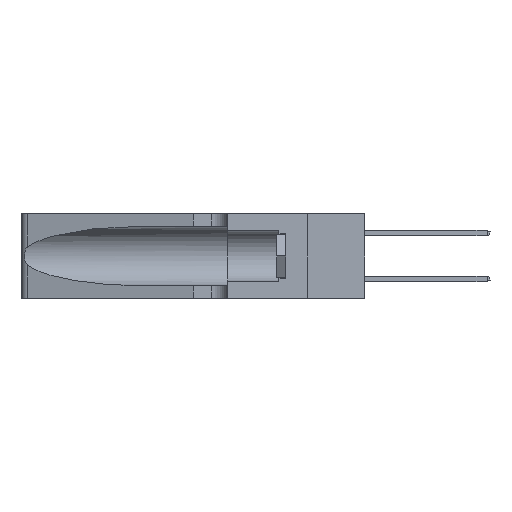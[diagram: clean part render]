
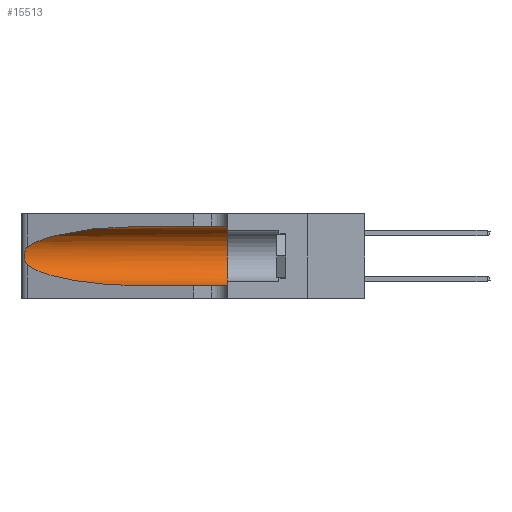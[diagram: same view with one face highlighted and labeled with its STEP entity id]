
A CAD part, left-side view. The second image highlights one B-rep face of the part: STEP entity #15513.
In plain terms, the highlighted cylindrical face has radius 3.308 mm (diameter 6.617 mm), a partial arc.
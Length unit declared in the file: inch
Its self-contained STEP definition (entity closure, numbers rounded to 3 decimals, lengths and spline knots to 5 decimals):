
#576 = CARTESIAN_POINT ( 'NONE',  ( 0.25789, 1.23486, 0.15765 ) ) ;
#958 = CARTESIAN_POINT ( 'NONE',  ( 0.1305, 1.61858, 0.185 ) ) ;
#3246 = CARTESIAN_POINT ( 'NONE',  ( 0.1305, 1.61858, 0.05475 ) ) ;
#3265 = VECTOR ( 'NONE', #27124, 39.37008 ) ;
#3891 = CARTESIAN_POINT ( 'NONE',  ( 0.25487, 1.22718, 0.22369 ) ) ;
#4040 = CARTESIAN_POINT ( 'NONE',  ( 0.25555, 1.22993, 0.14849 ) ) ;
#4401 = DIRECTION ( 'NONE',  ( 0., 0., -1. ) ) ;
#4599 = LINE ( 'NONE', #6410, #30780 ) ;
#5257 = EDGE_LOOP ( 'NONE', ( #17072, #29370, #39095, #42087, #21487, #34703 ) ) ;
#6163 = DIRECTION ( 'NONE',  ( 0., 1., 0. ) ) ;
#6269 = CIRCLE ( 'NONE', #26869, 0.13025 ) ;
#6410 = CARTESIAN_POINT ( 'NONE',  ( 0.1305, 1.61858, 0.31525 ) ) ;
#7896 = CARTESIAN_POINT ( 'NONE',  ( 0.1305, 0.72297, 0.05475 ) ) ;
#8204 = CARTESIAN_POINT ( 'NONE',  ( 0.2373, 1.15595, 0.28018 ) ) ;
#8346 = CARTESIAN_POINT ( 'NONE',  ( 0.25487, 1.22718, 0.22369 ) ) ;
#8380 = VERTEX_POINT ( 'NONE', #19732 ) ;
#9711 = EDGE_CURVE ( 'NONE', #31805, #29172, #29161, .T. ) ;
#9825 = DIRECTION ( 'NONE',  ( 0., -1., 0. ) ) ;
#10728 = CARTESIAN_POINT ( 'NONE',  ( 0.25787, 1.23484, 0.2124 ) ) ;
#11429 = CARTESIAN_POINT ( 'NONE',  ( 0.18966, 0.96281, 0.05475 ) ) ;
#13041 = EDGE_CURVE ( 'NONE', #42002, #44026, #29436, .T. ) ;
#13251 = B_SPLINE_CURVE_WITH_KNOTS ( 'NONE', 3,
 ( #3891, #27765, #31224, #10728, #34666, #14163, #38105, #17621, #41508, #21088, #576, #24508, #4040, #27918 ),
 .UNSPECIFIED., .F., .F.,
 ( 4, 2, 2, 2, 2, 2, 4 ),
 ( 0., 0.00027, 0.00053, 0.00107, 0.0016, 0.00187, 0.00214 ),
 .UNSPECIFIED. ) ;
#14163 = CARTESIAN_POINT ( 'NONE',  ( 0.26018, 1.23835, 0.19895 ) ) ;
#14957 = CARTESIAN_POINT ( 'NONE',  ( 0.25487, 1.22718, 0.22369 ) ) ;
#15040 = CARTESIAN_POINT ( 'NONE',  ( 0.1305, 0.35, 0.05475 ) ) ;
#15513 = ADVANCED_FACE ( 'NONE', ( #29280 ), #37305, .F. ) ;
#15854 = EDGE_CURVE ( 'NONE', #8380, #44026, #6269, .T. ) ;
#16587 = EDGE_CURVE ( 'NONE', #31805, #8380, #4599, .T. ) ;
#17072 = ORIENTED_EDGE ( 'NONE', *, *, #9711, .T. ) ;
#17621 = CARTESIAN_POINT ( 'NONE',  ( 0.26075, 1.23896, 0.178 ) ) ;
#19732 = CARTESIAN_POINT ( 'NONE',  ( 0.1305, 0.35, 0.31525 ) ) ;
#19945 = EDGE_CURVE ( 'NONE', #29172, #21875, #13251, .T. ) ;
#21088 = CARTESIAN_POINT ( 'NONE',  ( 0.25856, 1.23593, 0.16098 ) ) ;
#21487 = ORIENTED_EDGE ( 'NONE', *, *, #15854, .F. ) ;
#21652 = CARTESIAN_POINT ( 'NONE',  ( 0.25487, 1.22718, 0.14631 ) ) ;
#21875 = VERTEX_POINT ( 'NONE', #29117 ) ;
#24508 = CARTESIAN_POINT ( 'NONE',  ( 0.25639, 1.23186, 0.15144 ) ) ;
#24879 = DIRECTION ( 'NONE',  ( 0., -1., 0. ) ) ;
#26630 = CARTESIAN_POINT ( 'NONE',  ( 0.1305, 0.35, 0.185 ) ) ;
#26869 = AXIS2_PLACEMENT_3D ( 'NONE', #26630, #6163, #30065 ) ;
#27124 = DIRECTION ( 'NONE',  ( 0., -1., 0. ) ) ;
#27765 = CARTESIAN_POINT ( 'NONE',  ( 0.25555, 1.22994, 0.2215 ) ) ;
#27903 = EDGE_CURVE ( 'NONE', #21875, #42002, #41742, .T. ) ;
#27918 = CARTESIAN_POINT ( 'NONE',  ( 0.25487, 1.22718, 0.14631 ) ) ;
#28817 = CARTESIAN_POINT ( 'NONE',  ( 0.1305, 0.72297, 0.31525 ) ) ;
#29117 = CARTESIAN_POINT ( 'NONE',  ( 0.25487, 1.22718, 0.14631 ) ) ;
#29161 =( BOUNDED_CURVE ( )  B_SPLINE_CURVE ( 3, ( #28817, #32128, #8204, #8346 ),
 .UNSPECIFIED., .F., .T. ) 
 B_SPLINE_CURVE_WITH_KNOTS ( ( 4, 4 ),
 ( 1.5708, 2.84003 ),
 .UNSPECIFIED. ) 
 CURVE ( )  GEOMETRIC_REPRESENTATION_ITEM ( )  RATIONAL_B_SPLINE_CURVE ( ( 1., 0.87, 0.87, 1. ) ) 
 REPRESENTATION_ITEM ( '' )  );
#29172 = VERTEX_POINT ( 'NONE', #14957 ) ;
#29280 = FACE_OUTER_BOUND ( 'NONE', #5257, .T. ) ;
#29370 = ORIENTED_EDGE ( 'NONE', *, *, #19945, .T. ) ;
#29436 = LINE ( 'NONE', #3246, #3265 ) ;
#30065 = DIRECTION ( 'NONE',  ( 0., 0., 1. ) ) ;
#30780 = VECTOR ( 'NONE', #9825, 39.37008 ) ;
#31224 = CARTESIAN_POINT ( 'NONE',  ( 0.25639, 1.23184, 0.21858 ) ) ;
#31805 = VERTEX_POINT ( 'NONE', #36330 ) ;
#32128 = CARTESIAN_POINT ( 'NONE',  ( 0.18966, 0.96281, 0.31525 ) ) ;
#34593 = AXIS2_PLACEMENT_3D ( 'NONE', #958, #24879, #4401 ) ;
#34666 = CARTESIAN_POINT ( 'NONE',  ( 0.25854, 1.2359, 0.20912 ) ) ;
#34703 = ORIENTED_EDGE ( 'NONE', *, *, #16587, .F. ) ;
#35366 = CARTESIAN_POINT ( 'NONE',  ( 0.1305, 0.72297, 0.05475 ) ) ;
#36330 = CARTESIAN_POINT ( 'NONE',  ( 0.1305, 0.72297, 0.31525 ) ) ;
#37305 = CYLINDRICAL_SURFACE ( 'NONE', #34593, 0.13025 ) ;
#38105 = CARTESIAN_POINT ( 'NONE',  ( 0.26075, 1.23896, 0.19203 ) ) ;
#39095 = ORIENTED_EDGE ( 'NONE', *, *, #27903, .T. ) ;
#41508 = CARTESIAN_POINT ( 'NONE',  ( 0.26017, 1.23833, 0.17102 ) ) ;
#41742 =( BOUNDED_CURVE ( )  B_SPLINE_CURVE ( 3, ( #21652, #42074, #11429, #35366 ),
 .UNSPECIFIED., .F., .F. ) 
 B_SPLINE_CURVE_WITH_KNOTS ( ( 4, 4 ),
 ( 3.44316, 4.71239 ),
 .UNSPECIFIED. ) 
 CURVE ( )  GEOMETRIC_REPRESENTATION_ITEM ( )  RATIONAL_B_SPLINE_CURVE ( ( 1., 0.87, 0.87, 1. ) ) 
 REPRESENTATION_ITEM ( '' )  );
#42002 = VERTEX_POINT ( 'NONE', #7896 ) ;
#42074 = CARTESIAN_POINT ( 'NONE',  ( 0.2373, 1.15595, 0.08982 ) ) ;
#42087 = ORIENTED_EDGE ( 'NONE', *, *, #13041, .T. ) ;
#44026 = VERTEX_POINT ( 'NONE', #15040 ) ;
